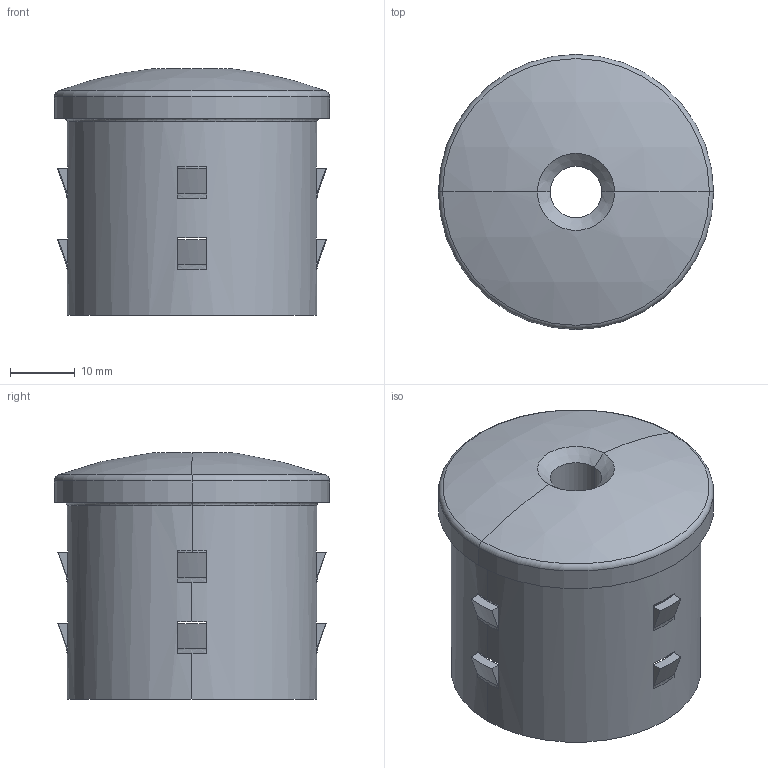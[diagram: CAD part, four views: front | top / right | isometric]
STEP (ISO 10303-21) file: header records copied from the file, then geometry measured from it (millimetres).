
FILE_DESCRIPTION (( 'STEP AP214' ), '1' );
FILE_NAME ('àðò. KRT251.STEP', '2014-05-22T18:15:19', ( '' ), ( '' ), 'SwSTEP 2.0', 'SolidWorks 2014', '' );
FILE_SCHEMA (( 'AUTOMOTIVE_DESIGN' ));
Length unit declared in the file: millimetre
Products named in the file (1): àðò. KRT251
Bounding box: 42.6 x 42.6 x 38.2 mm (x, y, z)
Volume: 14097.1 mm3; surface area: 11414.2 mm2
Topology: 1 solids, 1 shells, 104 faces, 296 edges, 188 vertices
Faces by surface type: plane 52, bspline 34, cylinder 10, torus 4, cone 2, sphere 2
Entity records: 5396 total; most frequent: CARTESIAN_POINT 1719, ORIENTED_EDGE 592, DIRECTION 430, EDGE_CURVE 296, VERTEX_POINT 188, VECTOR 148, LINE 148, AXIS2_PLACEMENT_3D 141
